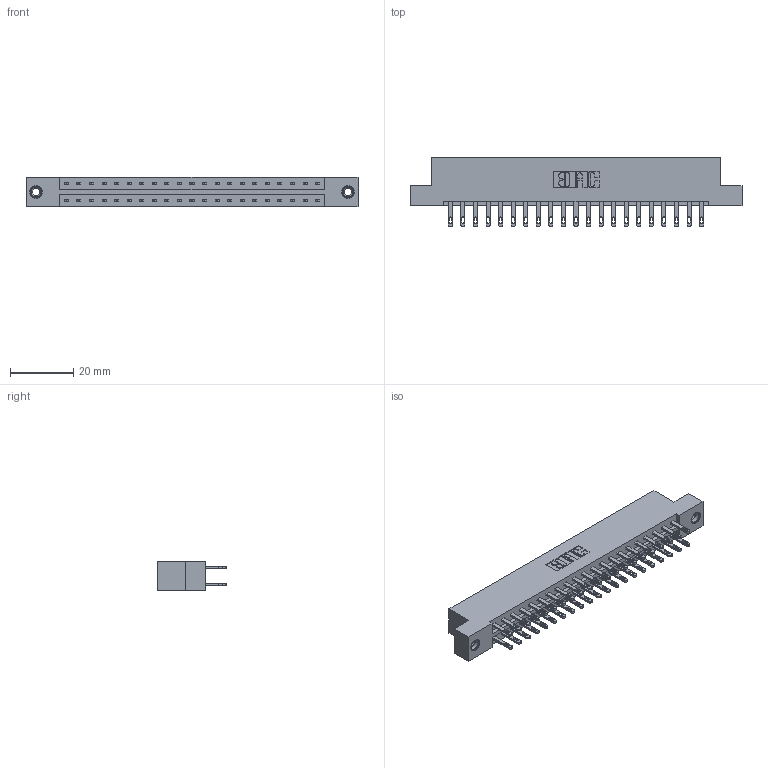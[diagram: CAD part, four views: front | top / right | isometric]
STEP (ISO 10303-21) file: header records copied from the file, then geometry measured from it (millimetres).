
FILE_DESCRIPTION (( 'STEP AP203' ), '1' );
FILE_NAME ('333-042-500-208.STEP', '2018-08-03T15:57:22', ( '' ), ( '' ), 'SwSTEP 2.0', 'SolidWorks 2016', '' );
FILE_SCHEMA (( 'CONFIG_CONTROL_DESIGN' ));
Length unit declared in the file: inch
Products named in the file (4): 333-042-500-208; 333 Part_Flush - .156 Dia - TI; 345-292-001_345-293-100; 345-250-001_345-250-003-102
Assembly tree (45 placements, depth 2):
  333-042-500-208
    333 Part_Flush - .156 Dia - TI
    345-292-001_345-293-100  x42
    345-250-001_345-250-003-102  x2
Bounding box: 104.75 x 21.85 x 9.4 mm (x, y, z)
Volume: 10619.8 mm3; surface area: 12813.5 mm2
Topology: 45 solids, 45 shells, 2190 faces, 6621 edges, 4406 vertices
Faces by surface type: plane 1362, cylinder 812, cone 12, torus 4
Entity records: 17342 total; most frequent: CARTESIAN_POINT 2881, ORIENTED_EDGE 2810, DIRECTION 2531, EDGE_CURVE 1405, LINE 1253, VECTOR 1253, VERTEX_POINT 932, AXIS2_PLACEMENT_3D 639
